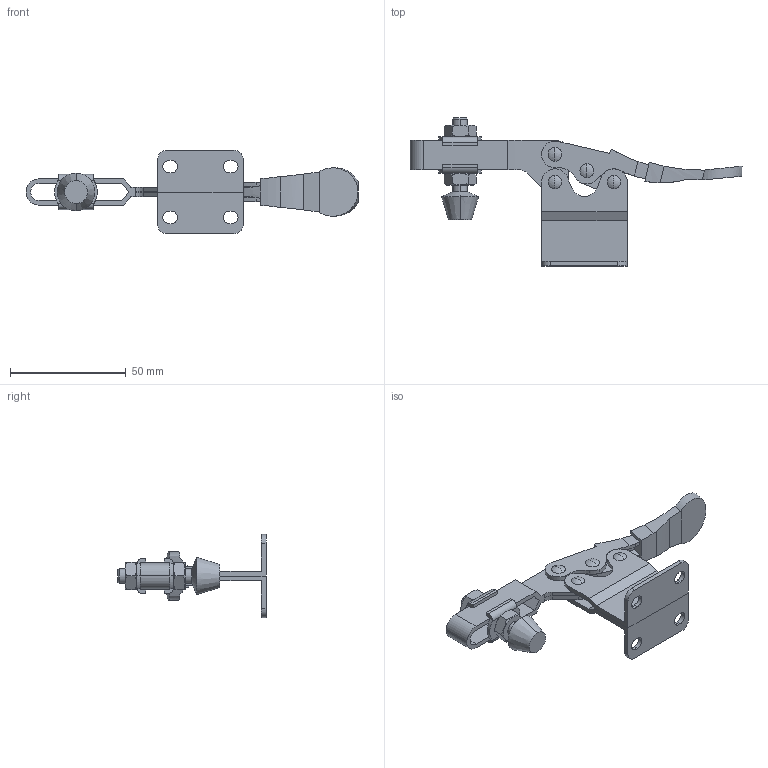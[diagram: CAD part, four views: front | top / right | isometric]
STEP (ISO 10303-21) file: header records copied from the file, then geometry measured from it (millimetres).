
FILE_DESCRIPTION (( 'STEP AP214' ), '1' );
FILE_NAME ('GH-201-BHB(Â²¤Æ).STEP', '2020-07-17T07:50:53', ( 'LinWei' ), ( '' ), 'SwSTEP 2.0', 'SolidWorks 2016', '' );
FILE_SCHEMA (( 'AUTOMOTIVE_DESIGN' ));
Length unit declared in the file: millimetre
Products named in the file (6): 1201B08-1^GH-201-BHB(簡化); Group1^GH-201-BHB(簡化); GH-201-BHB(簡化); Group5^GH-201-BHB(簡化); 1201B05-1^GH-201-BHB(簡化); Group1^組合件13
Assembly tree (5 placements, depth 2):
  GH-201-BHB(簡化)
    Group1^GH-201-BHB(簡化)
    Group5^GH-201-BHB(簡化)
    1201B05-1^GH-201-BHB(簡化)
    1201B08-1^GH-201-BHB(簡化)
    Group1^組合件13
Bounding box: 143.52 x 64 x 36 mm (x, y, z)
Volume: 22721 mm3; surface area: 20056.9 mm2
Topology: 5 solids, 5 shells, 259 faces, 692 edges, 456 vertices
Faces by surface type: plane 118, cylinder 116, cone 14, sphere 8, bspline 3
Entity records: 9604 total; most frequent: CARTESIAN_POINT 1979, ORIENTED_EDGE 1384, DIRECTION 1367, EDGE_CURVE 692, AXIS2_PLACEMENT_3D 502, VERTEX_POINT 456, VECTOR 363, LINE 363
